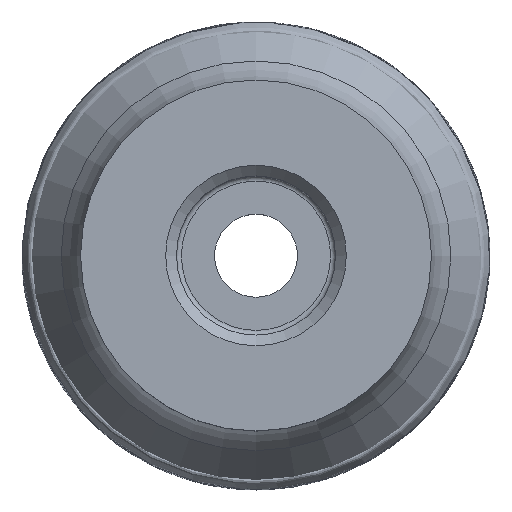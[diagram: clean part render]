
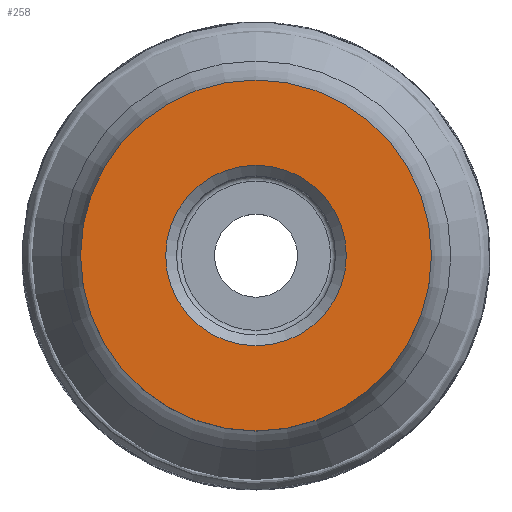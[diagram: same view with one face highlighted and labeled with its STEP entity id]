
A CAD part, top view. The second image highlights one B-rep face of the part: STEP entity #258.
In plain terms, the highlighted planar face has unit normal (0, 0, 1).
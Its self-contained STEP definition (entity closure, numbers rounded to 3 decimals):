
#87=PLANE('',#502);
#129=EDGE_LOOP('',(#171));
#130=EDGE_LOOP('',(#172));
#171=ORIENTED_EDGE('',*,*,#201,.F.);
#172=ORIENTED_EDGE('',*,*,#202,.F.);
#201=EDGE_CURVE('',#325,#325,#222,.T.);
#202=EDGE_CURVE('',#326,#326,#223,.T.);
#222=CIRCLE('',#499,28.575);
#223=CIRCLE('',#501,14.705);
#258=ADVANCED_FACE('',(#293,#294),#87,.T.);
#293=FACE_BOUND('',#129,.T.);
#294=FACE_BOUND('',#130,.T.);
#325=VERTEX_POINT('',#10623);
#326=VERTEX_POINT('',#10626);
#499=AXIS2_PLACEMENT_3D('',#10622,#595,#596);
#501=AXIS2_PLACEMENT_3D('',#10625,#599,#600);
#502=AXIS2_PLACEMENT_3D('',#10627,#601,#602);
#595=DIRECTION('',(0.,0.,-1.));
#596=DIRECTION('',(1.,0.,0.));
#599=DIRECTION('',(0.,0.,1.));
#600=DIRECTION('',(1.,0.,0.));
#601=DIRECTION('',(0.,0.,1.));
#602=DIRECTION('',(1.,0.,0.));
#10622=CARTESIAN_POINT('',(0.,0.,0.));
#10623=CARTESIAN_POINT('',(28.575,0.,0.));
#10625=CARTESIAN_POINT('',(0.,0.,0.));
#10626=CARTESIAN_POINT('',(14.705,0.,0.));
#10627=CARTESIAN_POINT('',(0.,28.575,0.));
